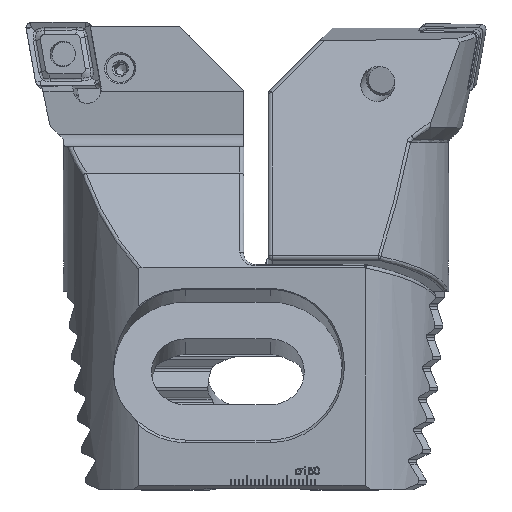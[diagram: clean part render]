
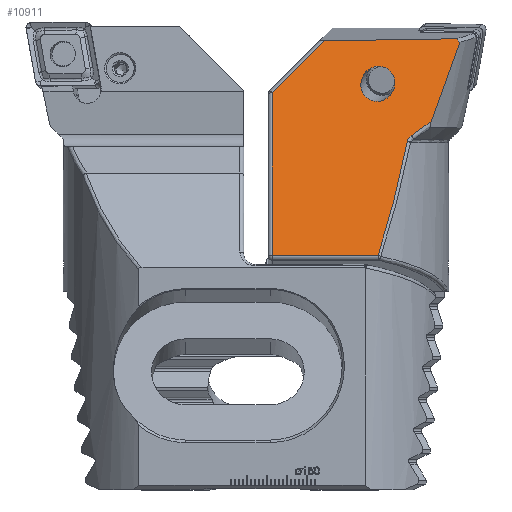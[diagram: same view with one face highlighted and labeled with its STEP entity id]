
A CAD part, top view. The second image highlights one B-rep face of the part: STEP entity #10911.
In plain terms, the highlighted face is planar.
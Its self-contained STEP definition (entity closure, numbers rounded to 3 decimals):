
#23 = CARTESIAN_POINT ( 'NONE',  ( 25.511, -10.623, -23.782 ) ) ;
#212 = VERTEX_POINT ( 'NONE', #24369 ) ;
#253 = EDGE_CURVE ( 'NONE', #13190, #28092, #23280, .T. ) ;
#307 = CARTESIAN_POINT ( 'NONE',  ( 25.511, -10.623, -23.782 ) ) ;
#407 = VERTEX_POINT ( 'NONE', #27526 ) ;
#477 = ORIENTED_EDGE ( 'NONE', *, *, #1463, .T. ) ;
#767 = CARTESIAN_POINT ( 'NONE',  ( 24.141, -49.105, -34.093 ) ) ;
#1463 = EDGE_CURVE ( 'NONE', #13910, #24651, #1735, .T. ) ;
#1467 = EDGE_CURVE ( 'NONE', #23121, #1636, #12439, .T. ) ;
#1636 = VERTEX_POINT ( 'NONE', #15802 ) ;
#1735 = B_SPLINE_CURVE_WITH_KNOTS ( 'NONE', 3,
 ( #16471, #7863, #27361, #17282 ),
 .UNSPECIFIED., .F., .F.,
 ( 4, 4 ),
 ( 0., 0.006 ),
 .UNSPECIFIED. ) ;
#2314 = CARTESIAN_POINT ( 'NONE',  ( 19.587, -29.155, -28.747 ) ) ;
#3516 = CARTESIAN_POINT ( 'NONE',  ( 19.307, -28.477, -28.566 ) ) ;
#4409 = EDGE_CURVE ( 'NONE', #407, #9618, #22313, .T. ) ;
#4436 = CARTESIAN_POINT ( 'NONE',  ( 20.34, -21.516, -26.7 ) ) ;
#4866 = ORIENTED_EDGE ( 'NONE', *, *, #1467, .T. ) ;
#5761 = B_SPLINE_CURVE_WITH_KNOTS ( 'NONE', 3,
 ( #10733, #14958, #14425, #3516, #22910, #18744, #17154, #19283 ),
 .UNSPECIFIED., .F., .F.,
 ( 4, 2, 2, 4 ),
 ( 0., 0.001, 0.001, 0.002 ),
 .UNSPECIFIED. ) ;
#5765 = CARTESIAN_POINT ( 'NONE',  ( 40.302, -4.094, -22.032 ) ) ;
#6177 = ORIENTED_EDGE ( 'NONE', *, *, #10590, .F. ) ;
#6465 = EDGE_CURVE ( 'NONE', #24651, #23121, #15218, .T. ) ;
#7289 = CARTESIAN_POINT ( 'NONE',  ( 21.711, -39.617, -31.551 ) ) ;
#7427 =( BOUNDED_CURVE ( )  B_SPLINE_CURVE ( 3, ( #307, #11096, #25963, #12983, #4436, #11183, #23 ),
 .UNSPECIFIED., .T., .F. ) 
 B_SPLINE_CURVE_WITH_KNOTS ( ( 4, 3, 4 ),
 ( 0., 3.142, 6.283 ),
 .UNSPECIFIED. ) 
 CURVE ( )  GEOMETRIC_REPRESENTATION_ITEM ( )  RATIONAL_B_SPLINE_CURVE ( ( 1., 0.333, 0.333, 1., 0.333, 0.333, 1. ) ) 
 REPRESENTATION_ITEM ( '' )  );
#7712 = CARTESIAN_POINT ( 'NONE',  ( 113.102, -5.22, -22.334 ) ) ;
#7863 = CARTESIAN_POINT ( 'NONE',  ( 16.91, -26.577, -28.057 ) ) ;
#8253 = EDGE_CURVE ( 'NONE', #22763, #13190, #25833, .T. ) ;
#8255 = EDGE_LOOP ( 'NONE', ( #6177 ) ) ;
#8407 = ORIENTED_EDGE ( 'NONE', *, *, #8253, .T. ) ;
#9618 = VERTEX_POINT ( 'NONE', #2314 ) ;
#9675 = CARTESIAN_POINT ( 'NONE',  ( 13.636, -24.174, -27.413 ) ) ;
#9825 = CARTESIAN_POINT ( 'NONE',  ( 53.25, -2.353, -21.566 ) ) ;
#9918 = DIRECTION ( 'NONE',  ( 0., -0.966, -0.259 ) ) ;
#10138 = ORIENTED_EDGE ( 'NONE', *, *, #4409, .T. ) ;
#10160 = PLANE ( 'NONE',  #14218 ) ;
#10590 = EDGE_CURVE ( 'NONE', #212, #212, #7427, .T. ) ;
#10733 = CARTESIAN_POINT ( 'NONE',  ( 18.576, -27.741, -28.369 ) ) ;
#10911 = ADVANCED_FACE ( 'NONE', ( #12479, #14174 ), #10160, .F. ) ;
#11096 = CARTESIAN_POINT ( 'NONE',  ( 33.501, -8.118, -23.111 ) ) ;
#11183 = CARTESIAN_POINT ( 'NONE',  ( 17.521, -13.128, -24.453 ) ) ;
#11706 = CARTESIAN_POINT ( 'NONE',  ( 53.25, -57.496, -36.341 ) ) ;
#11824 = CARTESIAN_POINT ( 'NONE',  ( 11.201, -17.806, -25.706 ) ) ;
#12439 = B_SPLINE_CURVE_WITH_KNOTS ( 'NONE', 3,
 ( #17113, #28011, #15011, #12939 ),
 .UNSPECIFIED., .F., .F.,
 ( 4, 4 ),
 ( 0., 1. ),
 .UNSPECIFIED. ) ;
#12452 = ORIENTED_EDGE ( 'NONE', *, *, #20651, .F. ) ;
#12474 = EDGE_LOOP ( 'NONE', ( #23558, #4866, #12452, #8407, #16885, #23793, #10138, #25230, #477 ) ) ;
#12479 = FACE_OUTER_BOUND ( 'NONE', #12474, .T. ) ;
#12939 = CARTESIAN_POINT ( 'NONE',  ( 7.309, -3.584, -21.896 ) ) ;
#12983 = CARTESIAN_POINT ( 'NONE',  ( 28.33, -19.011, -26.029 ) ) ;
#13190 = VERTEX_POINT ( 'NONE', #27105 ) ;
#13725 = CARTESIAN_POINT ( 'NONE',  ( 26.846, -57.496, -36.341 ) ) ;
#13885 = LINE ( 'NONE', #7712, #21930 ) ;
#13910 = VERTEX_POINT ( 'NONE', #15469 ) ;
#14174 = FACE_BOUND ( 'NONE', #8255, .T. ) ;
#14218 = AXIS2_PLACEMENT_3D ( 'NONE', #14491, #25280, #14579 ) ;
#14301 = DIRECTION ( 'NONE',  ( 0.695, -0.695, -0.186 ) ) ;
#14425 = CARTESIAN_POINT ( 'NONE',  ( 19.043, -28.121, -28.47 ) ) ;
#14491 = CARTESIAN_POINT ( 'NONE',  ( 113.15, -2.353, -21.566 ) ) ;
#14579 = DIRECTION ( 'NONE',  ( 0., -0.966, -0.259 ) ) ;
#14836 = VECTOR ( 'NONE', #9918, 1000. ) ;
#14958 = CARTESIAN_POINT ( 'NONE',  ( 18.823, -27.914, -28.415 ) ) ;
#15000 = EDGE_CURVE ( 'NONE', #13910, #9618, #5761, .T. ) ;
#15011 = CARTESIAN_POINT ( 'NONE',  ( 7.042, -3.868, -21.972 ) ) ;
#15218 =( BOUNDED_CURVE ( )  B_SPLINE_CURVE ( 3, ( #9675, #11824, #18232, #22480 ),
 .UNSPECIFIED., .F., .F. ) 
 B_SPLINE_CURVE_WITH_KNOTS ( ( 4, 4 ),
 ( 4.213, 4.329 ),
 .UNSPECIFIED. ) 
 CURVE ( )  GEOMETRIC_REPRESENTATION_ITEM ( )  RATIONAL_B_SPLINE_CURVE ( ( 1., 0.999, 0.999, 1. ) ) 
 REPRESENTATION_ITEM ( '' )  );
#15469 = CARTESIAN_POINT ( 'NONE',  ( 18.576, -27.741, -28.369 ) ) ;
#15523 = CARTESIAN_POINT ( 'NONE',  ( 19.587, -29.155, -28.747 ) ) ;
#15802 = CARTESIAN_POINT ( 'NONE',  ( 7.309, -3.584, -21.896 ) ) ;
#16471 = CARTESIAN_POINT ( 'NONE',  ( 18.576, -27.741, -28.369 ) ) ;
#16885 = ORIENTED_EDGE ( 'NONE', *, *, #253, .T. ) ;
#17113 = CARTESIAN_POINT ( 'NONE',  ( 6.506, -4.438, -22.124 ) ) ;
#17154 = CARTESIAN_POINT ( 'NONE',  ( 19.557, -29.01, -28.709 ) ) ;
#17282 = CARTESIAN_POINT ( 'NONE',  ( 13.636, -24.174, -27.413 ) ) ;
#17734 = LINE ( 'NONE', #24193, #24190 ) ;
#17769 = CARTESIAN_POINT ( 'NONE',  ( 6.506, -4.438, -22.124 ) ) ;
#18232 = CARTESIAN_POINT ( 'NONE',  ( 8.821, -11.22, -23.942 ) ) ;
#18744 = CARTESIAN_POINT ( 'NONE',  ( 19.51, -28.871, -28.671 ) ) ;
#19283 = CARTESIAN_POINT ( 'NONE',  ( 19.587, -29.155, -28.747 ) ) ;
#19979 = DIRECTION ( 'NONE',  ( -1., 0., 0. ) ) ;
#20651 = EDGE_CURVE ( 'NONE', #22763, #1636, #13885, .T. ) ;
#21930 = VECTOR ( 'NONE', #25014, 1000. ) ;
#22313 =( BOUNDED_CURVE ( )  B_SPLINE_CURVE ( 3, ( #13725, #767, #7289, #15523 ),
 .UNSPECIFIED., .F., .F. ) 
 B_SPLINE_CURVE_WITH_KNOTS ( ( 4, 4 ),
 ( 3.835, 4.064 ),
 .UNSPECIFIED. ) 
 CURVE ( )  GEOMETRIC_REPRESENTATION_ITEM ( )  RATIONAL_B_SPLINE_CURVE ( ( 1., 0.996, 0.996, 1. ) ) 
 REPRESENTATION_ITEM ( '' )  );
#22480 = CARTESIAN_POINT ( 'NONE',  ( 6.506, -4.438, -22.124 ) ) ;
#22763 = VERTEX_POINT ( 'NONE', #5765 ) ;
#22910 = CARTESIAN_POINT ( 'NONE',  ( 19.385, -28.605, -28.6 ) ) ;
#23121 = VERTEX_POINT ( 'NONE', #17769 ) ;
#23280 = LINE ( 'NONE', #9825, #14836 ) ;
#23558 = ORIENTED_EDGE ( 'NONE', *, *, #6465, .T. ) ;
#23656 = EDGE_CURVE ( 'NONE', #28092, #407, #17734, .T. ) ;
#23793 = ORIENTED_EDGE ( 'NONE', *, *, #23656, .T. ) ;
#24190 = VECTOR ( 'NONE', #19979, 1000. ) ;
#24193 = CARTESIAN_POINT ( 'NONE',  ( 113.15, -57.496, -36.341 ) ) ;
#24369 = CARTESIAN_POINT ( 'NONE',  ( 25.511, -10.623, -23.782 ) ) ;
#24651 = VERTEX_POINT ( 'NONE', #26387 ) ;
#25014 = DIRECTION ( 'NONE',  ( -1., 0.015, 0.004 ) ) ;
#25230 = ORIENTED_EDGE ( 'NONE', *, *, #15000, .F. ) ;
#25280 = DIRECTION ( 'NONE',  ( 0., -0.259, 0.966 ) ) ;
#25833 = LINE ( 'NONE', #27369, #26154 ) ;
#25963 = CARTESIAN_POINT ( 'NONE',  ( 36.319, -16.506, -25.358 ) ) ;
#26154 = VECTOR ( 'NONE', #14301, 1000. ) ;
#26387 = CARTESIAN_POINT ( 'NONE',  ( 13.636, -24.174, -27.413 ) ) ;
#27105 = CARTESIAN_POINT ( 'NONE',  ( 53.25, -17.042, -25.502 ) ) ;
#27361 = CARTESIAN_POINT ( 'NONE',  ( 15.265, -25.386, -27.737 ) ) ;
#27369 = CARTESIAN_POINT ( 'NONE',  ( 74.563, -38.355, -31.212 ) ) ;
#27526 = CARTESIAN_POINT ( 'NONE',  ( 26.846, -57.496, -36.341 ) ) ;
#28011 = CARTESIAN_POINT ( 'NONE',  ( 6.774, -4.153, -22.048 ) ) ;
#28092 = VERTEX_POINT ( 'NONE', #11706 ) ;
